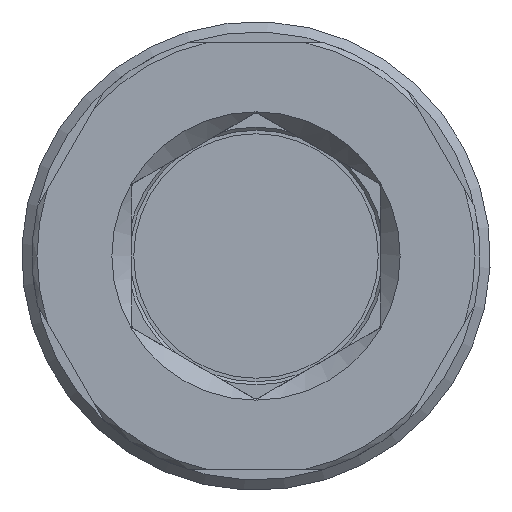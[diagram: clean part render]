
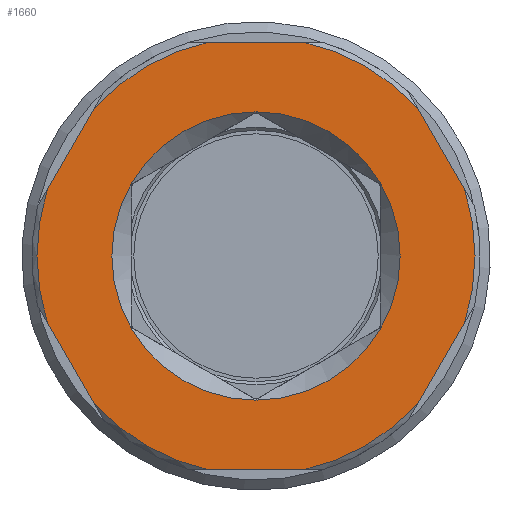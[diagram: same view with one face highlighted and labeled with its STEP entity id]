
A CAD part, left-side view. The second image highlights one B-rep face of the part: STEP entity #1660.
In plain terms, the highlighted planar face has unit normal (-1, 0, 0).
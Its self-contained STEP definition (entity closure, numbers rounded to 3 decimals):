
#201=FACE_BOUND('',#420,.T.);
#237=PLANE('',#1853);
#314=FACE_OUTER_BOUND('',#419,.T.);
#419=EDGE_LOOP('',(#1399,#1400,#1401,#1402,#1403,#1404,#1405,#1406,#1407,
#1408,#1409,#1410));
#420=EDGE_LOOP('',(#1411));
#502=LINE('',#2782,#581);
#503=LINE('',#2786,#582);
#504=LINE('',#2790,#583);
#505=LINE('',#2794,#584);
#506=LINE('',#2798,#585);
#507=LINE('',#2802,#586);
#581=VECTOR('',#2254,10.);
#582=VECTOR('',#2257,10.);
#583=VECTOR('',#2260,10.);
#584=VECTOR('',#2263,10.);
#585=VECTOR('',#2266,10.);
#586=VECTOR('',#2269,10.);
#682=CIRCLE('',#1852,7.075);
#683=CIRCLE('',#1854,10.75);
#684=CIRCLE('',#1855,10.75);
#685=CIRCLE('',#1856,10.75);
#686=CIRCLE('',#1857,10.75);
#687=CIRCLE('',#1858,10.75);
#688=CIRCLE('',#1859,10.75);
#809=VERTEX_POINT('',#2776);
#810=VERTEX_POINT('',#2780);
#811=VERTEX_POINT('',#2781);
#812=VERTEX_POINT('',#2783);
#813=VERTEX_POINT('',#2785);
#814=VERTEX_POINT('',#2787);
#815=VERTEX_POINT('',#2789);
#816=VERTEX_POINT('',#2791);
#817=VERTEX_POINT('',#2793);
#818=VERTEX_POINT('',#2795);
#819=VERTEX_POINT('',#2797);
#820=VERTEX_POINT('',#2799);
#821=VERTEX_POINT('',#2801);
#1018=EDGE_CURVE('',#809,#809,#682,.T.);
#1020=EDGE_CURVE('',#810,#811,#502,.T.);
#1021=EDGE_CURVE('',#812,#811,#683,.T.);
#1022=EDGE_CURVE('',#812,#813,#503,.T.);
#1023=EDGE_CURVE('',#814,#813,#684,.T.);
#1024=EDGE_CURVE('',#814,#815,#504,.T.);
#1025=EDGE_CURVE('',#816,#815,#685,.T.);
#1026=EDGE_CURVE('',#816,#817,#505,.T.);
#1027=EDGE_CURVE('',#818,#817,#686,.T.);
#1028=EDGE_CURVE('',#818,#819,#506,.T.);
#1029=EDGE_CURVE('',#820,#819,#687,.T.);
#1030=EDGE_CURVE('',#820,#821,#507,.T.);
#1031=EDGE_CURVE('',#810,#821,#688,.T.);
#1399=ORIENTED_EDGE('',*,*,#1020,.T.);
#1400=ORIENTED_EDGE('',*,*,#1021,.F.);
#1401=ORIENTED_EDGE('',*,*,#1022,.T.);
#1402=ORIENTED_EDGE('',*,*,#1023,.F.);
#1403=ORIENTED_EDGE('',*,*,#1024,.T.);
#1404=ORIENTED_EDGE('',*,*,#1025,.F.);
#1405=ORIENTED_EDGE('',*,*,#1026,.T.);
#1406=ORIENTED_EDGE('',*,*,#1027,.F.);
#1407=ORIENTED_EDGE('',*,*,#1028,.T.);
#1408=ORIENTED_EDGE('',*,*,#1029,.F.);
#1409=ORIENTED_EDGE('',*,*,#1030,.T.);
#1410=ORIENTED_EDGE('',*,*,#1031,.F.);
#1411=ORIENTED_EDGE('',*,*,#1018,.F.);
#1660=ADVANCED_FACE('',(#314,#201),#237,.T.);
#1852=AXIS2_PLACEMENT_3D('',#2777,#2249,#2250);
#1853=AXIS2_PLACEMENT_3D('',#2779,#2252,#2253);
#1854=AXIS2_PLACEMENT_3D('',#2784,#2255,#2256);
#1855=AXIS2_PLACEMENT_3D('',#2788,#2258,#2259);
#1856=AXIS2_PLACEMENT_3D('',#2792,#2261,#2262);
#1857=AXIS2_PLACEMENT_3D('',#2796,#2264,#2265);
#1858=AXIS2_PLACEMENT_3D('',#2800,#2267,#2268);
#1859=AXIS2_PLACEMENT_3D('',#2803,#2270,#2271);
#2249=DIRECTION('center_axis',(-1.,0.,0.));
#2250=DIRECTION('ref_axis',(0.,-1.,0.));
#2252=DIRECTION('center_axis',(-1.,0.,0.));
#2253=DIRECTION('ref_axis',(0.,0.,1.));
#2254=DIRECTION('',(0.,-0.5,-0.866));
#2255=DIRECTION('center_axis',(1.,0.,0.));
#2256=DIRECTION('ref_axis',(0.,-1.,0.));
#2257=DIRECTION('',(0.,-1.,0.));
#2258=DIRECTION('center_axis',(1.,0.,0.));
#2259=DIRECTION('ref_axis',(0.,-1.,0.));
#2260=DIRECTION('',(0.,-0.5,0.866));
#2261=DIRECTION('center_axis',(1.,0.,0.));
#2262=DIRECTION('ref_axis',(0.,-1.,0.));
#2263=DIRECTION('',(0.,0.5,0.866));
#2264=DIRECTION('center_axis',(1.,0.,0.));
#2265=DIRECTION('ref_axis',(0.,-1.,0.));
#2266=DIRECTION('',(0.,1.,0.));
#2267=DIRECTION('center_axis',(1.,0.,0.));
#2268=DIRECTION('ref_axis',(0.,-1.,0.));
#2269=DIRECTION('',(0.,0.5,-0.866));
#2270=DIRECTION('center_axis',(1.,0.,0.));
#2271=DIRECTION('ref_axis',(0.,-1.,0.));
#2776=CARTESIAN_POINT('',(0.,7.075,0.));
#2777=CARTESIAN_POINT('Origin',(0.,0.,0.));
#2779=CARTESIAN_POINT('Origin',(0.,0.,0.));
#2780=CARTESIAN_POINT('',(0.,10.246,-3.254));
#2781=CARTESIAN_POINT('',(0.,7.941,-7.246));
#2782=CARTESIAN_POINT('',(0.,10.609,-2.625));
#2783=CARTESIAN_POINT('',(0.,2.305,-10.5));
#2784=CARTESIAN_POINT('Origin',(0.,0.,0.));
#2785=CARTESIAN_POINT('',(0.,-2.305,-10.5));
#2786=CARTESIAN_POINT('',(0.,3.031,-10.5));
#2787=CARTESIAN_POINT('',(0.,-7.941,-7.246));
#2788=CARTESIAN_POINT('Origin',(0.,0.,0.));
#2789=CARTESIAN_POINT('',(0.,-10.246,-3.254));
#2790=CARTESIAN_POINT('',(0.,-7.578,-7.875));
#2791=CARTESIAN_POINT('',(0.,-10.246,3.254));
#2792=CARTESIAN_POINT('Origin',(0.,0.,0.));
#2793=CARTESIAN_POINT('',(0.,-7.941,7.246));
#2794=CARTESIAN_POINT('',(0.,-10.609,2.625));
#2795=CARTESIAN_POINT('',(0.,-2.305,10.5));
#2796=CARTESIAN_POINT('Origin',(0.,0.,0.));
#2797=CARTESIAN_POINT('',(0.,2.305,10.5));
#2798=CARTESIAN_POINT('',(0.,-3.031,10.5));
#2799=CARTESIAN_POINT('',(0.,7.941,7.246));
#2800=CARTESIAN_POINT('Origin',(0.,0.,0.));
#2801=CARTESIAN_POINT('',(0.,10.246,3.254));
#2802=CARTESIAN_POINT('',(0.,7.578,7.875));
#2803=CARTESIAN_POINT('Origin',(0.,0.,0.));
